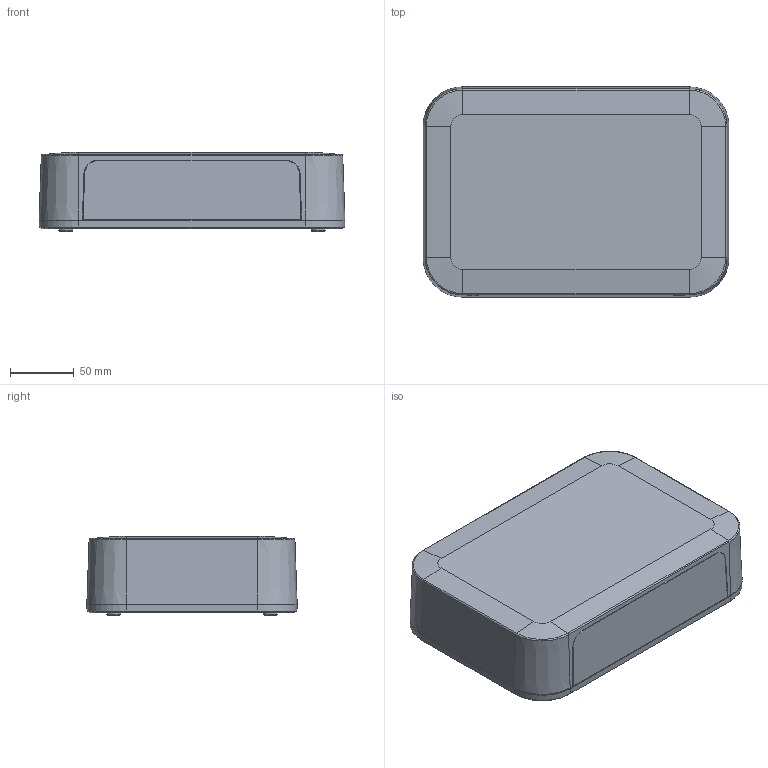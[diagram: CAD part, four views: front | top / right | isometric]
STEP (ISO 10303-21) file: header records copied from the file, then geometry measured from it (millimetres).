
FILE_DESCRIPTION((''),'2;1');
FILE_NAME('pf24-6-17.stp','2016-12-26T18:17:38',('����'),(''),'Autodesk Inventor 2013','Autodesk Inventor 2013','');
FILE_SCHEMA(('AUTOMOTIVE_DESIGN { 1 0 10303 214 1 1 1 1 }'));
Length unit declared in the file: millimetre
Products named in the file (7): PF24-6-17; PFB24-17; PFC24-6-17; PFP24-6; M3-8; Cross Recessed Pan Head Tapping Screw - Type F - Type I - Metric M3x0.5 x 8; PFF-M3
Assembly tree (13 placements, depth 3):
  PF24-6-17
    PFB24-17
    PFC24-6-17
    PFP24-6  x2
    M3-8  x4
      Cross Recessed Pan Head Tapping Screw - Type F - Type I - Metric M3x0.5 x 8
    PFF-M3  x4
Bounding box: 240 x 165 x 62 mm (x, y, z)
Volume: 353583.6 mm3; surface area: 256333.5 mm2
Topology: 12 solids, 12 shells, 1437 faces, 3556 edges, 2250 vertices
Faces by surface type: plane 720, cylinder 209, bspline 194, cone 156, torus 106, sphere 52
Full cylindrical faces by diameter (mm): 2 x12, 2.5 x4, 3 x4, 3.5 x4, 6 x2, 6.5 x12
Entity records: 37872 total; most frequent: CARTESIAN_POINT 11626, ORIENTED_EDGE 5424, DIRECTION 4927, EDGE_CURVE 2712, VERTEX_POINT 1801, VECTOR 1703, LINE 1703, AXIS2_PLACEMENT_3D 1612
